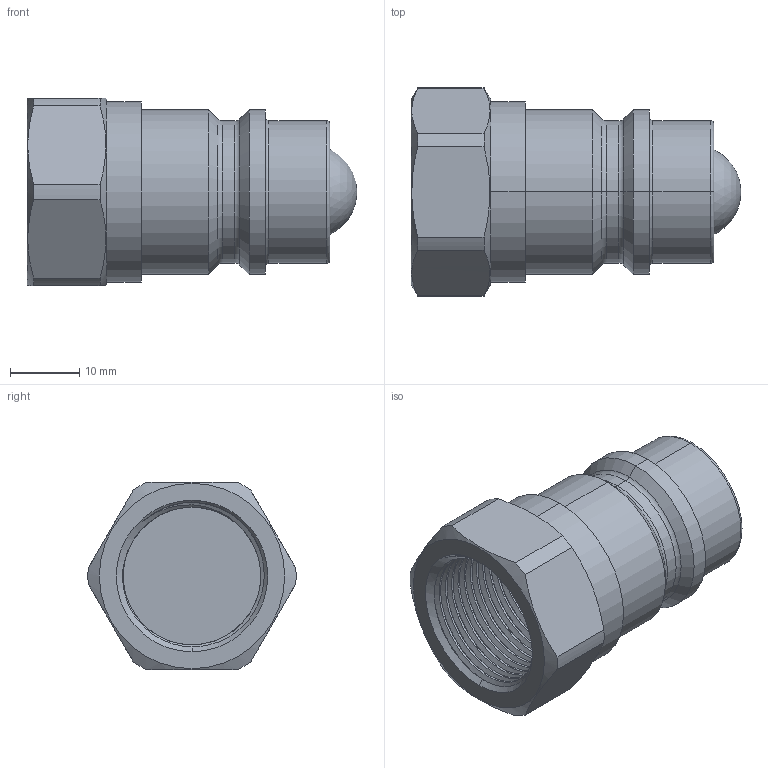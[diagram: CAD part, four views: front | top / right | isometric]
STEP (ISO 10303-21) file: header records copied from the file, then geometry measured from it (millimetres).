
FILE_DESCRIPTION (( 'STEP AP203' ), '1' );
FILE_NAME ('OEM-QR-15NB-M_REV_.step', '2025-09-15T04:33:55', ( '' ), ( '' ), 'SwSTEP 2.0', 'SolidWorks 2024', '' );
FILE_SCHEMA (( 'CONFIG_CONTROL_DESIGN' ));
Length unit declared in the file: millimetre
Products named in the file (1): OEM-QR-15NB-M_REV_
Bounding box: 47.48 x 29.96 x 27 mm (x, y, z)
Volume: 14038.8 mm3; surface area: 6554.5 mm2
Topology: 1 solids, 1 shells, 78 faces, 199 edges, 127 vertices
Faces by surface type: cylinder 42, plane 13, cone 11, torus 8, bspline 3, sphere 1
Entity records: 4717 total; most frequent: CARTESIAN_POINT 2926, ORIENTED_EDGE 392, DIRECTION 336, EDGE_CURVE 196, AXIS2_PLACEMENT_3D 138, VERTEX_POINT 125, EDGE_LOOP 83, ADVANCED_FACE 78
